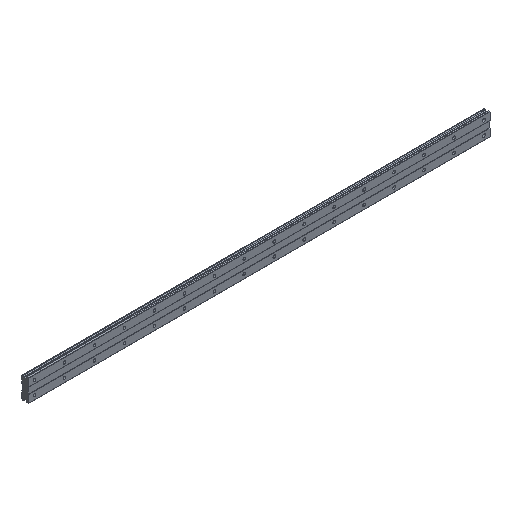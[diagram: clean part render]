
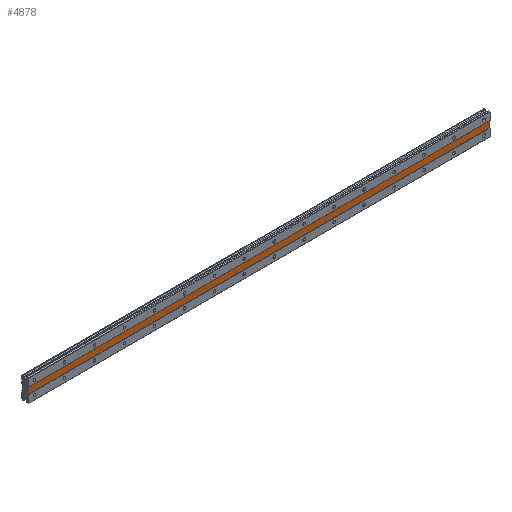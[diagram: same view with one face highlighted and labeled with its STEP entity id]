
A CAD part, isometric view. The second image highlights one B-rep face of the part: STEP entity #4878.
In plain terms, the highlighted planar face has unit normal (0, -1, 0).
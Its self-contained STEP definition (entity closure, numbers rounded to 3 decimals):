
#51 = AXIS2_PLACEMENT_3D ( 'NONE', #3448, #4345, #125 ) ;
#125 = DIRECTION ( 'NONE',  ( 0., 0., 1. ) ) ;
#229 = EDGE_CURVE ( 'NONE', #1173, #5734, #4756, .T. ) ;
#409 = ORIENTED_EDGE ( 'NONE', *, *, #3930, .T. ) ;
#479 = CARTESIAN_POINT ( 'NONE',  ( -10., 0.5, 18.34 ) ) ;
#527 = EDGE_CURVE ( 'NONE', #2679, #5147, #1751, .T. ) ;
#555 = FACE_OUTER_BOUND ( 'NONE', #981, .T. ) ;
#665 = CARTESIAN_POINT ( 'NONE',  ( -10., 0.5, 5. ) ) ;
#909 = CARTESIAN_POINT ( 'NONE',  ( -10., 0.5, -5. ) ) ;
#940 = EDGE_CURVE ( 'NONE', #5734, #5147, #3165, .T. ) ;
#981 = EDGE_LOOP ( 'NONE', ( #2066, #5296, #5237, #409 ) ) ;
#1173 = VERTEX_POINT ( 'NONE', #665 ) ;
#1566 = VECTOR ( 'NONE', #2685, 1000. ) ;
#1751 = LINE ( 'NONE', #4998, #1566 ) ;
#2066 = ORIENTED_EDGE ( 'NONE', *, *, #527, .T. ) ;
#2377 = CARTESIAN_POINT ( 'NONE',  ( 760., 0.5, 5. ) ) ;
#2546 = VECTOR ( 'NONE', #3314, 1000. ) ;
#2679 = VERTEX_POINT ( 'NONE', #909 ) ;
#2685 = DIRECTION ( 'NONE',  ( 1., 0., 0. ) ) ;
#3165 = LINE ( 'NONE', #4469, #5420 ) ;
#3314 = DIRECTION ( 'NONE',  ( 0., 0., -1. ) ) ;
#3448 = CARTESIAN_POINT ( 'NONE',  ( 760., 0.5, 5. ) ) ;
#3849 = PLANE ( 'NONE',  #51 ) ;
#3930 = EDGE_CURVE ( 'NONE', #1173, #2679, #5164, .T. ) ;
#4118 = DIRECTION ( 'NONE',  ( 0., 0., -1. ) ) ;
#4289 = DIRECTION ( 'NONE',  ( 1., 0., 0. ) ) ;
#4345 = DIRECTION ( 'NONE',  ( 0., 1., 0. ) ) ;
#4469 = CARTESIAN_POINT ( 'NONE',  ( 760., 0.5, 18.34 ) ) ;
#4756 = LINE ( 'NONE', #2377, #5304 ) ;
#4878 = ADVANCED_FACE ( 'NONE', ( #555 ), #3849, .F. ) ;
#4998 = CARTESIAN_POINT ( 'NONE',  ( 760., 0.5, -5. ) ) ;
#5147 = VERTEX_POINT ( 'NONE', #5974 ) ;
#5164 = LINE ( 'NONE', #479, #2546 ) ;
#5237 = ORIENTED_EDGE ( 'NONE', *, *, #229, .F. ) ;
#5296 = ORIENTED_EDGE ( 'NONE', *, *, #940, .F. ) ;
#5304 = VECTOR ( 'NONE', #4289, 1000. ) ;
#5420 = VECTOR ( 'NONE', #4118, 1000. ) ;
#5734 = VERTEX_POINT ( 'NONE', #5771 ) ;
#5771 = CARTESIAN_POINT ( 'NONE',  ( 760., 0.5, 5. ) ) ;
#5974 = CARTESIAN_POINT ( 'NONE',  ( 760., 0.5, -5. ) ) ;
